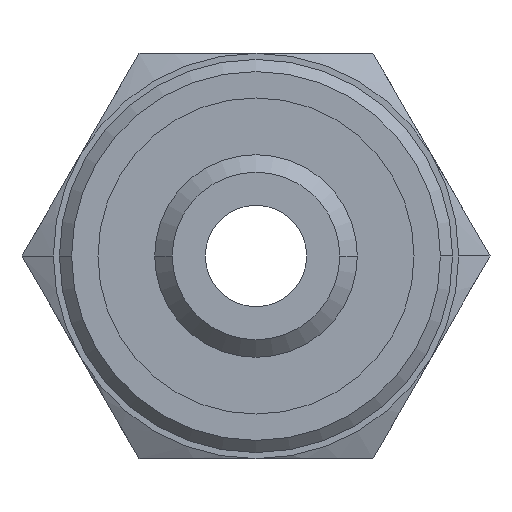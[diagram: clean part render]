
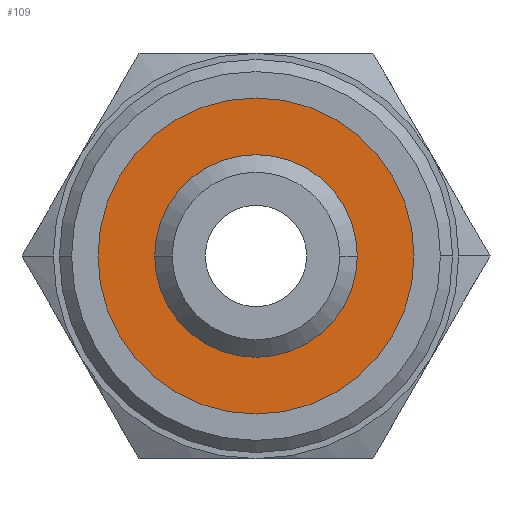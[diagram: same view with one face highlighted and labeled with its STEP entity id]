
A CAD part, front view. The second image highlights one B-rep face of the part: STEP entity #109.
In plain terms, the highlighted planar face has unit normal (0, -1, 0).
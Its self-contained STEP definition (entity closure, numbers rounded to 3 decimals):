
#109=ADVANCED_FACE('',(#247,#248),#249,.T.);
#247=FACE_OUTER_BOUND('',#391,.T.);
#248=FACE_BOUND('',#392,.T.);
#249=PLANE('',#393);
#391=EDGE_LOOP('',(#860,#861));
#392=EDGE_LOOP('',(#862,#863));
#393=AXIS2_PLACEMENT_3D('',#864,#865,#866);
#860=ORIENTED_EDGE('',*,*,#903,.F.);
#861=ORIENTED_EDGE('',*,*,#1035,.F.);
#862=ORIENTED_EDGE('',*,*,#909,.T.);
#863=ORIENTED_EDGE('',*,*,#1034,.T.);
#864=CARTESIAN_POINT('',(-3.2,3.5,0.0));
#865=DIRECTION('',(0.0,-1.0,-0.0));
#866=DIRECTION('',(1.0,0.0,0.0));
#903=EDGE_CURVE('',#1052,#1055,#1056,.T.);
#909=EDGE_CURVE('',#1061,#1065,#1067,.T.);
#1034=EDGE_CURVE('',#1065,#1061,#1262,.T.);
#1035=EDGE_CURVE('',#1055,#1052,#1263,.T.);
#1052=VERTEX_POINT('',#1284);
#1055=VERTEX_POINT('',#1288);
#1056=CIRCLE('',#1289,3.9);
#1061=VERTEX_POINT('',#1295);
#1065=VERTEX_POINT('',#1300);
#1067=CIRCLE('',#1303,2.5);
#1262=CIRCLE('',#2054,2.5);
#1263=CIRCLE('',#2055,3.9);
#1284=CARTESIAN_POINT('',(-3.9,3.5,0.0));
#1288=CARTESIAN_POINT('',(3.9,3.5,0.));
#1289=AXIS2_PLACEMENT_3D('',#2073,#2074,#2075);
#1295=CARTESIAN_POINT('',(-2.5,3.5,0.0));
#1300=CARTESIAN_POINT('',(2.5,3.5,0.));
#1303=AXIS2_PLACEMENT_3D('',#2085,#2086,#2087);
#2054=AXIS2_PLACEMENT_3D('',#2260,#2261,#2262);
#2055=AXIS2_PLACEMENT_3D('',#2263,#2264,#2265);
#2073=CARTESIAN_POINT('',(0.0,3.5,0.0));
#2074=DIRECTION('',(0.0,1.0,0.0));
#2075=DIRECTION('',(-1.0,0.0,0.0));
#2085=CARTESIAN_POINT('',(0.0,3.5,0.0));
#2086=DIRECTION('',(0.0,1.0,0.0));
#2087=DIRECTION('',(-1.0,0.0,0.0));
#2260=CARTESIAN_POINT('',(0.0,3.5,0.0));
#2261=DIRECTION('',(0.0,1.0,0.0));
#2262=DIRECTION('',(-1.0,0.0,0.0));
#2263=CARTESIAN_POINT('',(0.0,3.5,0.0));
#2264=DIRECTION('',(0.0,1.0,0.0));
#2265=DIRECTION('',(-1.0,0.0,0.0));
